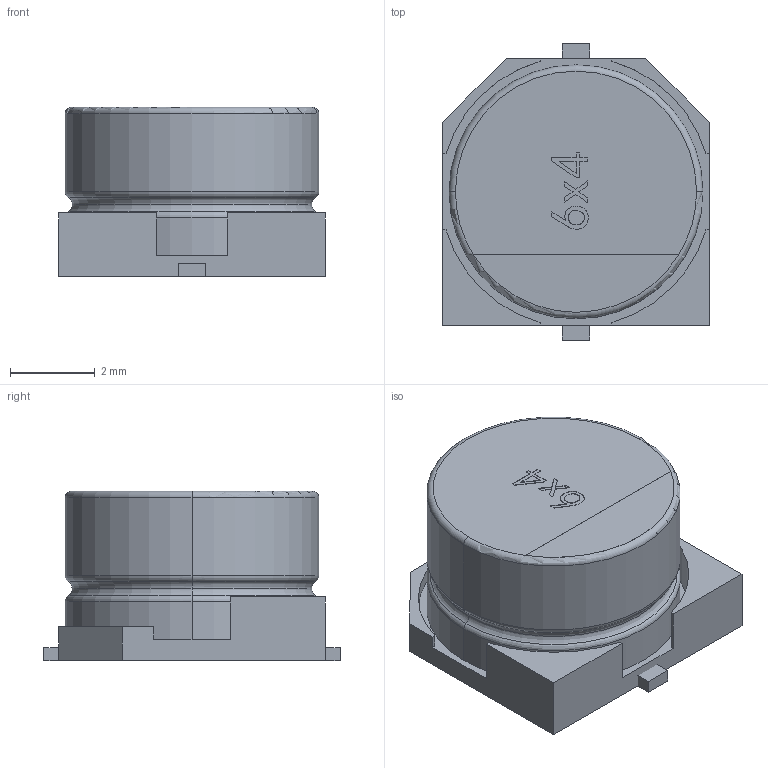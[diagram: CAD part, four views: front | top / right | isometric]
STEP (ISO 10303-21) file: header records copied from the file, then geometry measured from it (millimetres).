
FILE_DESCRIPTION((''),'2;1');
FILE_NAME('CT_6X4-C_ASM','2020-09-10T23:59:55',('HP'),(''),'CREO PARAMETRIC BY PTC INC, 2020044','CREO PARAMETRIC BY PTC INC, 2020044','');
FILE_SCHEMA(('AUTOMOTIVE_DESIGN { 1 0 10303 214 1 1 1 1 }'));
Length unit declared in the file: millimetre
Products named in the file (6): _3_1__10001; _3_2__10001; _4_1_AF0; CT_6X4-C-3163_AF0_ASM; CT_6X4-C-7332_AF0_ASM; CT_6X4-C_ASM
Assembly tree (5 placements, depth 4):
  CT_6X4-C_ASM
    CT_6X4-C-7332_AF0_ASM
      CT_6X4-C-3163_AF0_ASM
        _3_1__10001
        _3_2__10001
        _4_1_AF0
Bounding box: 6.3 x 7 x 4.01 mm (x, y, z)
Volume: 121.9 mm3; surface area: 184.9 mm2
Topology: 3 solids, 3 shells, 668 faces, 1807 edges, 1200 vertices
Faces by surface type: extrusion 349, plane 300, torus 10, cylinder 9
Entity records: 28276 total; most frequent: CARTESIAN_POINT 6513, ORIENTED_EDGE 3614, DIRECTION 2163, PRESENTATION_STYLE_ASSIGNMENT 1885, STYLED_ITEM 1810, CURVE_STYLE 1807, EDGE_CURVE 1807, VECTOR 1421
